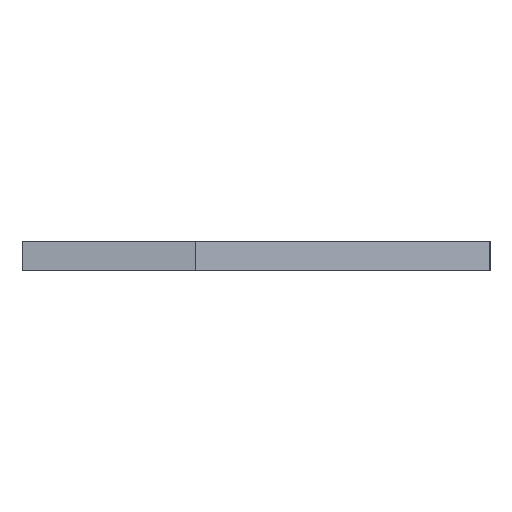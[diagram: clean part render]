
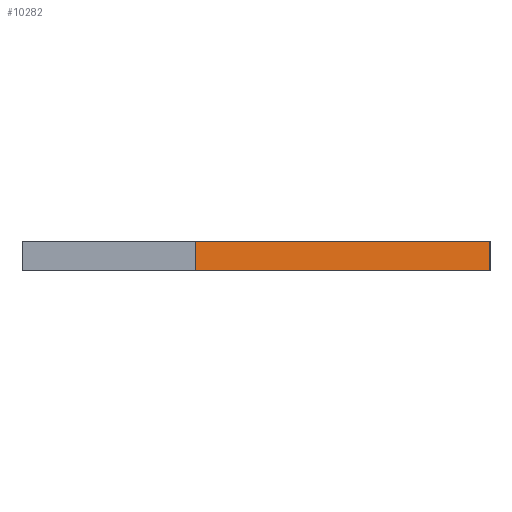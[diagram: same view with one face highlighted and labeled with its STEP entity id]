
A CAD part, left-side view. The second image highlights one B-rep face of the part: STEP entity #10282.
In plain terms, the highlighted planar face has unit normal (-0.783, -0.622, 0).
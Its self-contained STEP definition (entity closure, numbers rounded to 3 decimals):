
#83 = PLANE('',#84);
#84 = AXIS2_PLACEMENT_3D('',#85,#86,#87);
#85 = CARTESIAN_POINT('',(63.786,-12.763,1.6));
#86 = DIRECTION('',(0.,0.,1.));
#87 = DIRECTION('',(1.,0.,-0.));
#111 = PLANE('',#112);
#112 = AXIS2_PLACEMENT_3D('',#113,#114,#115);
#113 = CARTESIAN_POINT('',(0.,-0.,0.));
#114 = DIRECTION('',(1.,0.,-0.));
#115 = DIRECTION('',(0.,-1.,0.));
#137 = PLANE('',#138);
#138 = AXIS2_PLACEMENT_3D('',#139,#140,#141);
#139 = CARTESIAN_POINT('',(63.786,-12.763,0.));
#140 = DIRECTION('',(0.,0.,1.));
#141 = DIRECTION('',(1.,0.,-0.));
#230 = VERTEX_POINT('',#231);
#231 = CARTESIAN_POINT('',(0.,-9.398,1.6));
#252 = EDGE_CURVE('',#253,#230,#255,.T.);
#253 = VERTEX_POINT('',#254);
#254 = CARTESIAN_POINT('',(0.,-9.398,0.));
#255 = SURFACE_CURVE('',#256,(#260,#267),.PCURVE_S1.);
#256 = LINE('',#257,#258);
#257 = CARTESIAN_POINT('',(0.,-9.398,0.));
#258 = VECTOR('',#259,1.);
#259 = DIRECTION('',(0.,0.,1.));
#260 = PCURVE('',#111,#261);
#261 = DEFINITIONAL_REPRESENTATION('',(#262),#266);
#262 = LINE('',#263,#264);
#263 = CARTESIAN_POINT('',(9.398,0.));
#264 = VECTOR('',#265,1.);
#265 = DIRECTION('',(0.,-1.));
#266 = ( GEOMETRIC_REPRESENTATION_CONTEXT(2) 
PARAMETRIC_REPRESENTATION_CONTEXT() REPRESENTATION_CONTEXT('2D SPACE',''
  ) );
#267 = PCURVE('',#268,#273);
#268 = PLANE('',#269);
#269 = AXIS2_PLACEMENT_3D('',#270,#271,#272);
#270 = CARTESIAN_POINT('',(0.,-9.398,0.));
#271 = DIRECTION('',(0.783,0.622,-0.));
#272 = DIRECTION('',(0.622,-0.783,0.));
#273 = DEFINITIONAL_REPRESENTATION('',(#274),#278);
#274 = LINE('',#275,#276);
#275 = CARTESIAN_POINT('',(0.,0.));
#276 = VECTOR('',#277,1.);
#277 = DIRECTION('',(0.,-1.));
#278 = ( GEOMETRIC_REPRESENTATION_CONTEXT(2) 
PARAMETRIC_REPRESENTATION_CONTEXT() REPRESENTATION_CONTEXT('2D SPACE',''
  ) );
#306 = EDGE_CURVE('',#253,#307,#309,.T.);
#307 = VERTEX_POINT('',#308);
#308 = CARTESIAN_POINT('',(12.7,-25.4,0.));
#309 = SURFACE_CURVE('',#310,(#314,#321),.PCURVE_S1.);
#310 = LINE('',#311,#312);
#311 = CARTESIAN_POINT('',(0.,-9.398,0.));
#312 = VECTOR('',#313,1.);
#313 = DIRECTION('',(0.622,-0.783,0.));
#314 = PCURVE('',#137,#315);
#315 = DEFINITIONAL_REPRESENTATION('',(#316),#320);
#316 = LINE('',#317,#318);
#317 = CARTESIAN_POINT('',(-63.786,3.365));
#318 = VECTOR('',#319,1.);
#319 = DIRECTION('',(0.622,-0.783));
#320 = ( GEOMETRIC_REPRESENTATION_CONTEXT(2) 
PARAMETRIC_REPRESENTATION_CONTEXT() REPRESENTATION_CONTEXT('2D SPACE',''
  ) );
#321 = PCURVE('',#268,#322);
#322 = DEFINITIONAL_REPRESENTATION('',(#323),#327);
#323 = LINE('',#324,#325);
#324 = CARTESIAN_POINT('',(0.,0.));
#325 = VECTOR('',#326,1.);
#326 = DIRECTION('',(1.,0.));
#327 = ( GEOMETRIC_REPRESENTATION_CONTEXT(2) 
PARAMETRIC_REPRESENTATION_CONTEXT() REPRESENTATION_CONTEXT('2D SPACE',''
  ) );
#345 = PLANE('',#346);
#346 = AXIS2_PLACEMENT_3D('',#347,#348,#349);
#347 = CARTESIAN_POINT('',(12.7,-25.4,0.));
#348 = DIRECTION('',(0.,1.,0.));
#349 = DIRECTION('',(1.,0.,0.));
#5716 = EDGE_CURVE('',#230,#5717,#5719,.T.);
#5717 = VERTEX_POINT('',#5718);
#5718 = CARTESIAN_POINT('',(12.7,-25.4,1.6));
#5719 = SURFACE_CURVE('',#5720,(#5724,#5731),.PCURVE_S1.);
#5720 = LINE('',#5721,#5722);
#5721 = CARTESIAN_POINT('',(0.,-9.398,1.6));
#5722 = VECTOR('',#5723,1.);
#5723 = DIRECTION('',(0.622,-0.783,0.));
#5724 = PCURVE('',#83,#5725);
#5725 = DEFINITIONAL_REPRESENTATION('',(#5726),#5730);
#5726 = LINE('',#5727,#5728);
#5727 = CARTESIAN_POINT('',(-63.786,3.365));
#5728 = VECTOR('',#5729,1.);
#5729 = DIRECTION('',(0.622,-0.783));
#5730 = ( GEOMETRIC_REPRESENTATION_CONTEXT(2) 
PARAMETRIC_REPRESENTATION_CONTEXT() REPRESENTATION_CONTEXT('2D SPACE',''
  ) );
#5731 = PCURVE('',#268,#5732);
#5732 = DEFINITIONAL_REPRESENTATION('',(#5733),#5737);
#5733 = LINE('',#5734,#5735);
#5734 = CARTESIAN_POINT('',(0.,-1.6));
#5735 = VECTOR('',#5736,1.);
#5736 = DIRECTION('',(1.,0.));
#5737 = ( GEOMETRIC_REPRESENTATION_CONTEXT(2) 
PARAMETRIC_REPRESENTATION_CONTEXT() REPRESENTATION_CONTEXT('2D SPACE',''
  ) );
#10282 = ADVANCED_FACE('',(#10283),#268,.F.);
#10283 = FACE_BOUND('',#10284,.F.);
#10284 = EDGE_LOOP('',(#10285,#10286,#10287,#10308));
#10285 = ORIENTED_EDGE('',*,*,#252,.T.);
#10286 = ORIENTED_EDGE('',*,*,#5716,.T.);
#10287 = ORIENTED_EDGE('',*,*,#10288,.F.);
#10288 = EDGE_CURVE('',#307,#5717,#10289,.T.);
#10289 = SURFACE_CURVE('',#10290,(#10294,#10301),.PCURVE_S1.);
#10290 = LINE('',#10291,#10292);
#10291 = CARTESIAN_POINT('',(12.7,-25.4,0.));
#10292 = VECTOR('',#10293,1.);
#10293 = DIRECTION('',(0.,0.,1.));
#10294 = PCURVE('',#268,#10295);
#10295 = DEFINITIONAL_REPRESENTATION('',(#10296),#10300);
#10296 = LINE('',#10297,#10298);
#10297 = CARTESIAN_POINT('',(20.429,0.));
#10298 = VECTOR('',#10299,1.);
#10299 = DIRECTION('',(0.,-1.));
#10300 = ( GEOMETRIC_REPRESENTATION_CONTEXT(2) 
PARAMETRIC_REPRESENTATION_CONTEXT() REPRESENTATION_CONTEXT('2D SPACE',''
  ) );
#10301 = PCURVE('',#345,#10302);
#10302 = DEFINITIONAL_REPRESENTATION('',(#10303),#10307);
#10303 = LINE('',#10304,#10305);
#10304 = CARTESIAN_POINT('',(0.,0.));
#10305 = VECTOR('',#10306,1.);
#10306 = DIRECTION('',(0.,-1.));
#10307 = ( GEOMETRIC_REPRESENTATION_CONTEXT(2) 
PARAMETRIC_REPRESENTATION_CONTEXT() REPRESENTATION_CONTEXT('2D SPACE',''
  ) );
#10308 = ORIENTED_EDGE('',*,*,#306,.F.);
